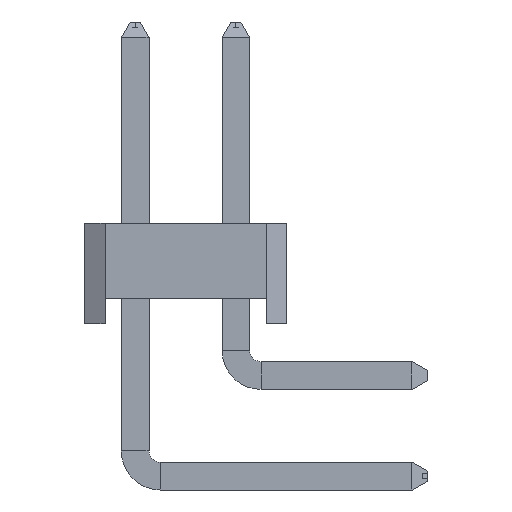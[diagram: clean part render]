
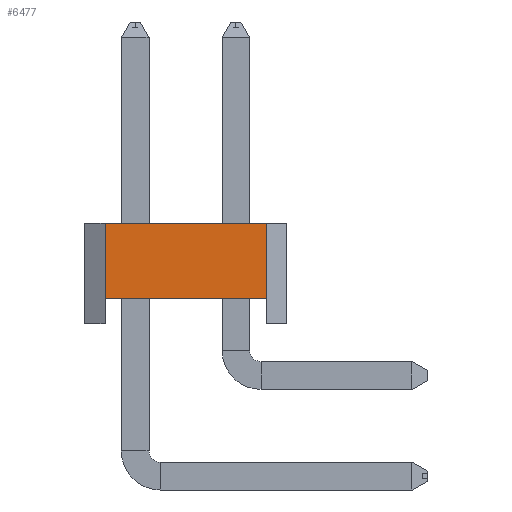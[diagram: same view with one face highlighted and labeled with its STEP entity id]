
A CAD part, left-side view. The second image highlights one B-rep face of the part: STEP entity #6477.
In plain terms, the highlighted planar face has unit normal (-1, 0, 0).
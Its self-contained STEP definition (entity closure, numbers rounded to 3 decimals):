
#47 = LINE ( 'NONE', #186, #10011 ) ;
#105 = VERTEX_POINT ( 'NONE', #11022 ) ;
#186 = CARTESIAN_POINT ( 'NONE',  ( -23., -2., 2. ) ) ;
#1012 = CARTESIAN_POINT ( 'NONE',  ( -23., -1.6, 2. ) ) ;
#1598 = FACE_OUTER_BOUND ( 'NONE', #5395, .T. ) ;
#1621 = DIRECTION ( 'NONE',  ( 0., 0., -1. ) ) ;
#1978 = ORIENTED_EDGE ( 'NONE', *, *, #2952, .T. ) ;
#2293 = LINE ( 'NONE', #10573, #3419 ) ;
#2451 = CARTESIAN_POINT ( 'NONE',  ( -23., 1.6, 0.5 ) ) ;
#2705 = VERTEX_POINT ( 'NONE', #2451 ) ;
#2952 = EDGE_CURVE ( 'NONE', #105, #2705, #3825, .T. ) ;
#2961 = DIRECTION ( 'NONE',  ( 0., 0., -1. ) ) ;
#3229 = DIRECTION ( 'NONE',  ( 1., 0., 0. ) ) ;
#3380 = CARTESIAN_POINT ( 'NONE',  ( -23., -2., 2. ) ) ;
#3419 = VECTOR ( 'NONE', #9774, 1000. ) ;
#3575 = EDGE_CURVE ( 'NONE', #105, #7939, #47, .T. ) ;
#3696 = VECTOR ( 'NONE', #2961, 1000. ) ;
#3825 = LINE ( 'NONE', #11021, #3696 ) ;
#5076 = CARTESIAN_POINT ( 'NONE',  ( -23., -1.6, 0.5 ) ) ;
#5395 = EDGE_LOOP ( 'NONE', ( #8947, #1978, #6739, #6820 ) ) ;
#5779 = CARTESIAN_POINT ( 'NONE',  ( -23., -1.6, 2. ) ) ;
#6179 = VECTOR ( 'NONE', #9251, 1000. ) ;
#6400 = DIRECTION ( 'NONE',  ( 0., -1., 0. ) ) ;
#6477 = ADVANCED_FACE ( 'NONE', ( #1598 ), #8725, .F. ) ;
#6613 = EDGE_CURVE ( 'NONE', #6988, #7939, #9359, .T. ) ;
#6739 = ORIENTED_EDGE ( 'NONE', *, *, #6959, .T. ) ;
#6820 = ORIENTED_EDGE ( 'NONE', *, *, #6613, .T. ) ;
#6959 = EDGE_CURVE ( 'NONE', #2705, #6988, #2293, .T. ) ;
#6988 = VERTEX_POINT ( 'NONE', #5076 ) ;
#7939 = VERTEX_POINT ( 'NONE', #1012 ) ;
#8725 = PLANE ( 'NONE',  #10201 ) ;
#8947 = ORIENTED_EDGE ( 'NONE', *, *, #3575, .F. ) ;
#9251 = DIRECTION ( 'NONE',  ( 0., 0., 1. ) ) ;
#9359 = LINE ( 'NONE', #5779, #6179 ) ;
#9774 = DIRECTION ( 'NONE',  ( 0., -1., 0. ) ) ;
#10011 = VECTOR ( 'NONE', #6400, 1000. ) ;
#10201 = AXIS2_PLACEMENT_3D ( 'NONE', #3380, #3229, #1621 ) ;
#10573 = CARTESIAN_POINT ( 'NONE',  ( -23., 1.6, 0.5 ) ) ;
#11021 = CARTESIAN_POINT ( 'NONE',  ( -23., 1.6, 2. ) ) ;
#11022 = CARTESIAN_POINT ( 'NONE',  ( -23., 1.6, 2. ) ) ;
